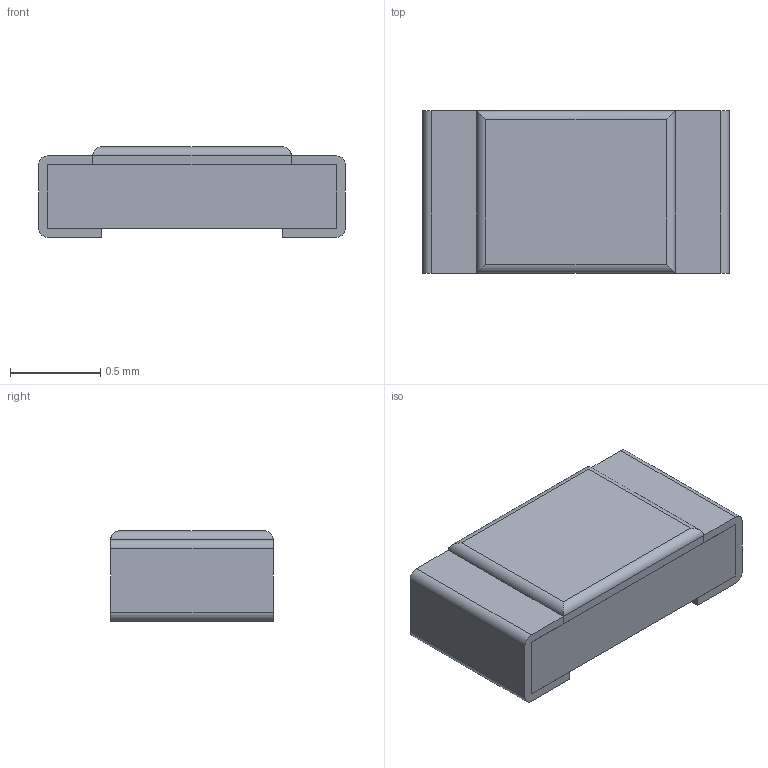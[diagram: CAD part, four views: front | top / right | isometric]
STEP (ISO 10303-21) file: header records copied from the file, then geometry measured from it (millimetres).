
FILE_DESCRIPTION((''),'2;1');
FILE_NAME('FUSC1608X55N.stp','2010-03-31T17:32:44',(''),(''),'Mechanical Desktop 2010','Mechanical Desktop 2010',', , ');
FILE_SCHEMA(('AUTOMOTIVE_DESIGN { 1 2 10303 214 1 1 1 1 }'));
Length unit declared in the file: millimetre
Products named in the file (1): Product
Bounding box: 1.7 x 0.9 x 0.5 mm (x, y, z)
Volume: 0.7 mm3; surface area: 10.8 mm2
Topology: 4 solids, 4 shells, 40 faces, 92 edges, 60 vertices
Faces by surface type: plane 32, cylinder 8
Entity records: 1172 total; most frequent: CARTESIAN_POINT 193, DIRECTION 186, ORIENTED_EDGE 184, EDGE_CURVE 92, VECTOR 80, LINE 80, VERTEX_POINT 60, AXIS2_PLACEMENT_3D 53
